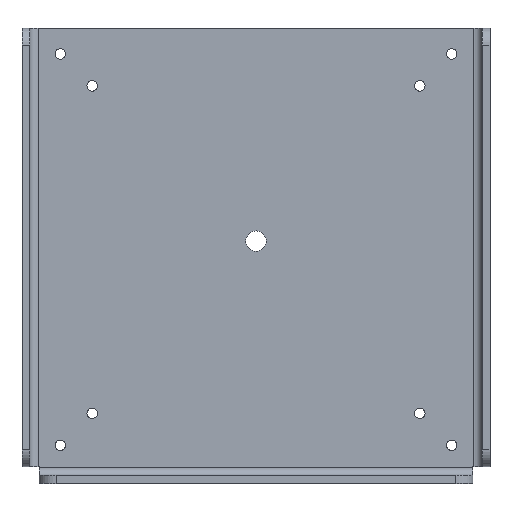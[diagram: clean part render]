
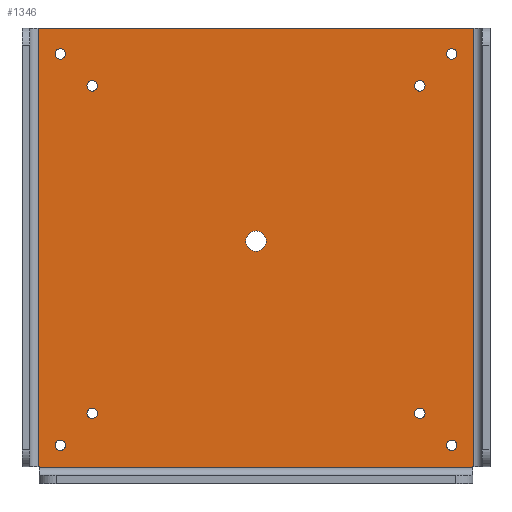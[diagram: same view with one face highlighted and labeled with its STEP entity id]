
A CAD part, top view. The second image highlights one B-rep face of the part: STEP entity #1346.
In plain terms, the highlighted planar face has unit normal (0, 0, 1).
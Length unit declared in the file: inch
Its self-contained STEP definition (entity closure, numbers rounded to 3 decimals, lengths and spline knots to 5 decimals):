
#185=DIRECTION('',(0.,-1.,0.));
#186=VECTOR('',#185,4.05512);
#187=CARTESIAN_POINT('',(2.01378,4.2126,0.07283));
#188=LINE('',#187,#186);
#203=DIRECTION('',(0.,-1.,0.));
#204=VECTOR('',#203,0.00394);
#205=CARTESIAN_POINT('',(-2.00787,0.15748,
0.07283));
#206=LINE('',#205,#204);
#207=DIRECTION('',(1.,0.,0.));
#208=VECTOR('',#207,0.00591);
#209=CARTESIAN_POINT('',(-2.01378,0.15748,
0.07283));
#210=LINE('',#209,#208);
#211=DIRECTION('',(-1.,0.,0.));
#212=VECTOR('',#211,4.02756);
#213=CARTESIAN_POINT('',(2.01378,4.2126,0.07283));
#214=LINE('',#213,#212);
#215=DIRECTION('',(1.,0.,0.));
#216=VECTOR('',#215,0.00591);
#217=CARTESIAN_POINT('',(2.00787,0.15748,0.07283));
#218=LINE('',#217,#216);
#219=DIRECTION('',(0.,1.,0.));
#220=VECTOR('',#219,0.00394);
#221=CARTESIAN_POINT('',(2.00787,0.15354,0.07283));
#222=LINE('',#221,#220);
#223=CARTESIAN_POINT('',(-1.81102,3.97638,0.07283));
#224=DIRECTION('',(0.,0.,1.));
#225=DIRECTION('',(1.,0.,0.));
#226=AXIS2_PLACEMENT_3D('',#223,#224,#225);
#228=CARTESIAN_POINT('',(-1.81102,3.97638,0.07283));
#229=DIRECTION('',(0.,0.,1.));
#230=DIRECTION('',(-1.,0.,0.));
#231=AXIS2_PLACEMENT_3D('',#228,#229,#230);
#233=CARTESIAN_POINT('',(1.81102,0.35433,0.07283));
#234=DIRECTION('',(0.,0.,1.));
#235=DIRECTION('',(1.,0.,0.));
#236=AXIS2_PLACEMENT_3D('',#233,#234,#235);
#238=CARTESIAN_POINT('',(1.81102,0.35433,0.07283));
#239=DIRECTION('',(0.,0.,1.));
#240=DIRECTION('',(-1.,0.,0.));
#241=AXIS2_PLACEMENT_3D('',#238,#239,#240);
#243=CARTESIAN_POINT('',(1.81102,3.97638,0.07283));
#244=DIRECTION('',(0.,0.,1.));
#245=DIRECTION('',(1.,0.,0.));
#246=AXIS2_PLACEMENT_3D('',#243,#244,#245);
#248=CARTESIAN_POINT('',(1.81102,3.97638,0.07283));
#249=DIRECTION('',(0.,0.,1.));
#250=DIRECTION('',(-1.,0.,0.));
#251=AXIS2_PLACEMENT_3D('',#248,#249,#250);
#253=CARTESIAN_POINT('',(-1.81102,0.35433,
0.07283));
#254=DIRECTION('',(0.,0.,1.));
#255=DIRECTION('',(1.,0.,0.));
#256=AXIS2_PLACEMENT_3D('',#253,#254,#255);
#258=CARTESIAN_POINT('',(-1.81102,0.35433,
0.07283));
#259=DIRECTION('',(0.,0.,1.));
#260=DIRECTION('',(-1.,0.,0.));
#261=AXIS2_PLACEMENT_3D('',#258,#259,#260);
#263=CARTESIAN_POINT('',(-1.51575,3.6811,0.07283));
#264=DIRECTION('',(0.,0.,1.));
#265=DIRECTION('',(1.,0.,0.));
#266=AXIS2_PLACEMENT_3D('',#263,#264,#265);
#268=CARTESIAN_POINT('',(-1.51575,3.6811,0.07283));
#269=DIRECTION('',(0.,0.,1.));
#270=DIRECTION('',(-1.,0.,0.));
#271=AXIS2_PLACEMENT_3D('',#268,#269,#270);
#273=CARTESIAN_POINT('',(1.51575,3.6811,0.07283));
#274=DIRECTION('',(0.,0.,1.));
#275=DIRECTION('',(1.,0.,0.));
#276=AXIS2_PLACEMENT_3D('',#273,#274,#275);
#278=CARTESIAN_POINT('',(1.51575,3.6811,0.07283));
#279=DIRECTION('',(0.,0.,1.));
#280=DIRECTION('',(-1.,0.,0.));
#281=AXIS2_PLACEMENT_3D('',#278,#279,#280);
#283=CARTESIAN_POINT('',(1.51575,0.64961,0.07283));
#284=DIRECTION('',(0.,0.,1.));
#285=DIRECTION('',(1.,0.,0.));
#286=AXIS2_PLACEMENT_3D('',#283,#284,#285);
#288=CARTESIAN_POINT('',(1.51575,0.64961,0.07283));
#289=DIRECTION('',(0.,0.,1.));
#290=DIRECTION('',(-1.,0.,0.));
#291=AXIS2_PLACEMENT_3D('',#288,#289,#290);
#293=CARTESIAN_POINT('',(-1.51575,0.64961,
0.07283));
#294=DIRECTION('',(0.,0.,1.));
#295=DIRECTION('',(1.,0.,0.));
#296=AXIS2_PLACEMENT_3D('',#293,#294,#295);
#298=CARTESIAN_POINT('',(-1.51575,0.64961,
0.07283));
#299=DIRECTION('',(0.,0.,1.));
#300=DIRECTION('',(-1.,0.,0.));
#301=AXIS2_PLACEMENT_3D('',#298,#299,#300);
#303=CARTESIAN_POINT('',(0.,2.24409,0.07283));
#304=DIRECTION('',(0.,0.,1.));
#305=DIRECTION('',(1.,0.,0.));
#306=AXIS2_PLACEMENT_3D('',#303,#304,#305);
#308=CARTESIAN_POINT('',(0.,2.24409,0.07283));
#309=DIRECTION('',(0.,0.,1.));
#310=DIRECTION('',(-1.,0.,0.));
#311=AXIS2_PLACEMENT_3D('',#308,#309,#310);
#313=DIRECTION('',(-1.,0.,0.));
#314=VECTOR('',#313,4.01575);
#315=CARTESIAN_POINT('',(2.00787,0.15354,0.07283));
#316=LINE('',#315,#314);
#735=DIRECTION('',(0.,1.,0.));
#736=VECTOR('',#735,4.05512);
#737=CARTESIAN_POINT('',(-2.01378,0.15748,
0.07283));
#738=LINE('',#737,#736);
#841=CARTESIAN_POINT('',(-1.7626,3.97638,0.07283));
#842=CARTESIAN_POINT('',(-1.85945,3.97638,0.07283));
#843=VERTEX_POINT('',#841);
#844=VERTEX_POINT('',#842);
#845=CARTESIAN_POINT('',(1.85945,0.35433,0.07283));
#846=CARTESIAN_POINT('',(1.7626,0.35433,0.07283));
#847=VERTEX_POINT('',#845);
#848=VERTEX_POINT('',#846);
#857=CARTESIAN_POINT('',(1.85945,3.97638,0.07283));
#858=CARTESIAN_POINT('',(1.7626,3.97638,0.07283));
#859=VERTEX_POINT('',#857);
#860=VERTEX_POINT('',#858);
#861=CARTESIAN_POINT('',(-1.7626,0.35433,
0.07283));
#862=CARTESIAN_POINT('',(-1.85945,0.35433,
0.07283));
#863=VERTEX_POINT('',#861);
#864=VERTEX_POINT('',#862);
#869=CARTESIAN_POINT('',(0.09449,2.24409,0.07283));
#870=CARTESIAN_POINT('',(-0.09449,2.24409,
0.07283));
#871=VERTEX_POINT('',#869);
#872=VERTEX_POINT('',#870);
#874=CARTESIAN_POINT('',(-2.00787,0.15748,
0.07283));
#876=VERTEX_POINT('',#874);
#878=CARTESIAN_POINT('',(2.00787,0.15748,0.07283));
#880=VERTEX_POINT('',#878);
#881=CARTESIAN_POINT('',(2.00787,0.15354,0.07283));
#882=CARTESIAN_POINT('',(-2.00787,0.15354,
0.07283));
#883=VERTEX_POINT('',#881);
#884=VERTEX_POINT('',#882);
#889=CARTESIAN_POINT('',(-2.01378,0.15748,
0.07283));
#890=CARTESIAN_POINT('',(-2.01378,4.2126,0.07283));
#891=VERTEX_POINT('',#889);
#892=VERTEX_POINT('',#890);
#897=CARTESIAN_POINT('',(2.01378,4.2126,0.07283));
#898=CARTESIAN_POINT('',(2.01378,0.15748,0.07283));
#899=VERTEX_POINT('',#897);
#900=VERTEX_POINT('',#898);
#1049=CARTESIAN_POINT('',(-1.46732,3.6811,
0.07283));
#1050=CARTESIAN_POINT('',(-1.56417,3.6811,
0.07283));
#1051=VERTEX_POINT('',#1049);
#1052=VERTEX_POINT('',#1050);
#1053=CARTESIAN_POINT('',(1.56417,3.6811,0.07283));
#1054=CARTESIAN_POINT('',(1.46732,3.6811,0.07283));
#1055=VERTEX_POINT('',#1053);
#1056=VERTEX_POINT('',#1054);
#1057=CARTESIAN_POINT('',(1.56417,0.64961,
0.07283));
#1058=CARTESIAN_POINT('',(1.46732,0.64961,
0.07283));
#1059=VERTEX_POINT('',#1057);
#1060=VERTEX_POINT('',#1058);
#1061=CARTESIAN_POINT('',(-1.46732,0.64961,
0.07283));
#1062=CARTESIAN_POINT('',(-1.56417,0.64961,
0.07283));
#1063=VERTEX_POINT('',#1061);
#1064=VERTEX_POINT('',#1062);
#1271=CARTESIAN_POINT('',(0.,0.,0.07283));
#1272=DIRECTION('',(0.,0.,1.));
#1273=DIRECTION('',(1.,0.,0.));
#1274=AXIS2_PLACEMENT_3D('',#1271,#1272,#1273);
#1275=PLANE('',#1274);
#1277=ORIENTED_EDGE('',*,*,#1276,.T.);
#1279=ORIENTED_EDGE('',*,*,#1278,.F.);
#1281=ORIENTED_EDGE('',*,*,#1280,.F.);
#1283=ORIENTED_EDGE('',*,*,#1282,.T.);
#1285=ORIENTED_EDGE('',*,*,#1284,.F.);
#1286=ORIENTED_EDGE('',*,*,#1262,.T.);
#1287=ORIENTED_EDGE('',*,*,#1187,.F.);
#1289=ORIENTED_EDGE('',*,*,#1288,.F.);
#1290=EDGE_LOOP('',(#1277,#1279,#1281,#1283,#1285,#1286,#1287,#1289));
#1291=FACE_OUTER_BOUND('',#1290,.F.);
#1293=ORIENTED_EDGE('',*,*,#1292,.T.);
#1295=ORIENTED_EDGE('',*,*,#1294,.T.);
#1296=EDGE_LOOP('',(#1293,#1295));
#1297=FACE_BOUND('',#1296,.F.);
#1299=ORIENTED_EDGE('',*,*,#1298,.T.);
#1301=ORIENTED_EDGE('',*,*,#1300,.T.);
#1302=EDGE_LOOP('',(#1299,#1301));
#1303=FACE_BOUND('',#1302,.F.);
#1305=ORIENTED_EDGE('',*,*,#1304,.T.);
#1307=ORIENTED_EDGE('',*,*,#1306,.T.);
#1308=EDGE_LOOP('',(#1305,#1307));
#1309=FACE_BOUND('',#1308,.F.);
#1311=ORIENTED_EDGE('',*,*,#1310,.T.);
#1313=ORIENTED_EDGE('',*,*,#1312,.T.);
#1314=EDGE_LOOP('',(#1311,#1313));
#1315=FACE_BOUND('',#1314,.F.);
#1317=ORIENTED_EDGE('',*,*,#1316,.T.);
#1319=ORIENTED_EDGE('',*,*,#1318,.T.);
#1320=EDGE_LOOP('',(#1317,#1319));
#1321=FACE_BOUND('',#1320,.F.);
#1323=ORIENTED_EDGE('',*,*,#1322,.T.);
#1325=ORIENTED_EDGE('',*,*,#1324,.T.);
#1326=EDGE_LOOP('',(#1323,#1325));
#1327=FACE_BOUND('',#1326,.F.);
#1329=ORIENTED_EDGE('',*,*,#1328,.T.);
#1331=ORIENTED_EDGE('',*,*,#1330,.T.);
#1332=EDGE_LOOP('',(#1329,#1331));
#1333=FACE_BOUND('',#1332,.F.);
#1335=ORIENTED_EDGE('',*,*,#1334,.T.);
#1337=ORIENTED_EDGE('',*,*,#1336,.T.);
#1338=EDGE_LOOP('',(#1335,#1337));
#1339=FACE_BOUND('',#1338,.F.);
#1341=ORIENTED_EDGE('',*,*,#1340,.T.);
#1343=ORIENTED_EDGE('',*,*,#1342,.T.);
#1344=EDGE_LOOP('',(#1341,#1343));
#1345=FACE_BOUND('',#1344,.F.);
#1346=ADVANCED_FACE('',(#1291,#1297,#1303,#1309,#1315,#1321,#1327,#1333,#1339,
#1345),#1275,.T.);
#227=CIRCLE('',#226,0.04843);
#232=CIRCLE('',#231,0.04843);
#237=CIRCLE('',#236,0.04843);
#242=CIRCLE('',#241,0.04843);
#247=CIRCLE('',#246,0.04843);
#252=CIRCLE('',#251,0.04843);
#257=CIRCLE('',#256,0.04843);
#262=CIRCLE('',#261,0.04843);
#267=CIRCLE('',#266,0.04843);
#272=CIRCLE('',#271,0.04843);
#277=CIRCLE('',#276,0.04843);
#282=CIRCLE('',#281,0.04843);
#287=CIRCLE('',#286,0.04843);
#292=CIRCLE('',#291,0.04843);
#297=CIRCLE('',#296,0.04843);
#302=CIRCLE('',#301,0.04843);
#307=CIRCLE('',#306,0.09449);
#312=CIRCLE('',#311,0.09449);
#1187=EDGE_CURVE('',#880,#900,#218,.T.);
#1262=EDGE_CURVE('',#899,#900,#188,.T.);
#1276=EDGE_CURVE('',#883,#884,#316,.T.);
#1278=EDGE_CURVE('',#876,#884,#206,.T.);
#1280=EDGE_CURVE('',#891,#876,#210,.T.);
#1282=EDGE_CURVE('',#891,#892,#738,.T.);
#1284=EDGE_CURVE('',#899,#892,#214,.T.);
#1288=EDGE_CURVE('',#883,#880,#222,.T.);
#1292=EDGE_CURVE('',#843,#844,#227,.T.);
#1294=EDGE_CURVE('',#844,#843,#232,.T.);
#1298=EDGE_CURVE('',#847,#848,#237,.T.);
#1300=EDGE_CURVE('',#848,#847,#242,.T.);
#1304=EDGE_CURVE('',#859,#860,#247,.T.);
#1306=EDGE_CURVE('',#860,#859,#252,.T.);
#1310=EDGE_CURVE('',#863,#864,#257,.T.);
#1312=EDGE_CURVE('',#864,#863,#262,.T.);
#1316=EDGE_CURVE('',#1051,#1052,#267,.T.);
#1318=EDGE_CURVE('',#1052,#1051,#272,.T.);
#1322=EDGE_CURVE('',#1055,#1056,#277,.T.);
#1324=EDGE_CURVE('',#1056,#1055,#282,.T.);
#1328=EDGE_CURVE('',#1059,#1060,#287,.T.);
#1330=EDGE_CURVE('',#1060,#1059,#292,.T.);
#1334=EDGE_CURVE('',#1063,#1064,#297,.T.);
#1336=EDGE_CURVE('',#1064,#1063,#302,.T.);
#1340=EDGE_CURVE('',#871,#872,#307,.T.);
#1342=EDGE_CURVE('',#872,#871,#312,.T.);
